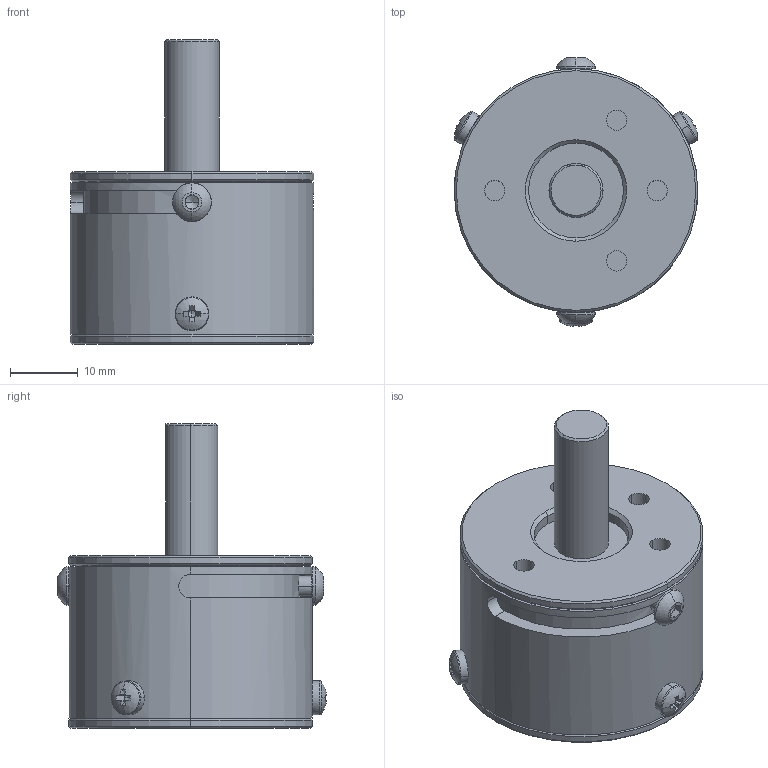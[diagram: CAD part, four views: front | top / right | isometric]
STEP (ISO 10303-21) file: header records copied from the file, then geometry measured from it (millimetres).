
FILE_DESCRIPTION (( 'STEP AP203' ), '1' );
FILE_NAME ('PHT 0.5D_25386400.STEP', '2016-06-10T01:57:29', ( ' ' ), ( '' ), 'SwSTEP 2.0', 'SolidWorks 2009', '' );
FILE_SCHEMA (( 'CONFIG_CONTROL_DESIGN' ));
Length unit declared in the file: millimetre
Products named in the file (1): PHT 0.5D_25386400
Bounding box: 36 x 39.7 x 45 mm (x, y, z)
Volume: 25868 mm3; surface area: 6911.6 mm2
Topology: 1 solids, 1 shells, 258 faces, 639 edges, 387 vertices
Faces by surface type: plane 116, cylinder 66, cone 56, sphere 10, torus 10
Entity records: 8043 total; most frequent: CARTESIAN_POINT 1835, DIRECTION 1361, ORIENTED_EDGE 1258, EDGE_CURVE 629, AXIS2_PLACEMENT_3D 559, VERTEX_POINT 387, CIRCLE 300, EDGE_LOOP 280
